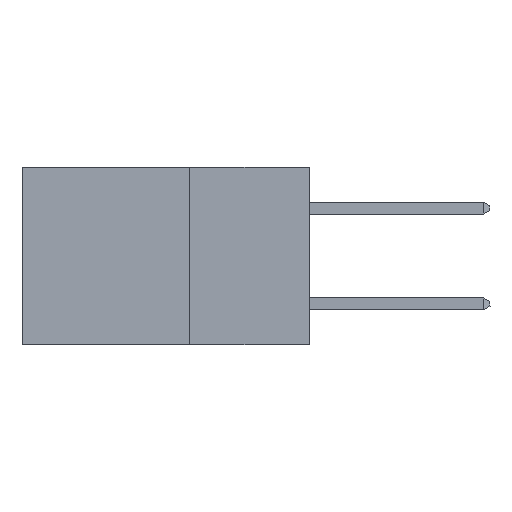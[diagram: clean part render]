
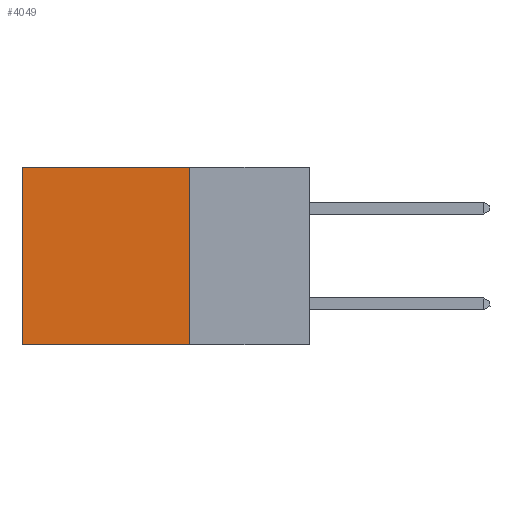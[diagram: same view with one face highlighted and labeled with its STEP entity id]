
A CAD part, left-side view. The second image highlights one B-rep face of the part: STEP entity #4049.
In plain terms, the highlighted planar face has unit normal (-1, 0, 0).
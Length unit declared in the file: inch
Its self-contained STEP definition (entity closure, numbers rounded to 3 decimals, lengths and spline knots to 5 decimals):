
#1010 = DIRECTION ( 'NONE',  ( 0., 0., -1. ) ) ;
#2220 = LINE ( 'NONE', #9167, #12880 ) ;
#2718 = EDGE_CURVE ( 'NONE', #19483, #14777, #17793, .T. ) ;
#2906 = PLANE ( 'NONE',  #18030 ) ;
#3399 = EDGE_CURVE ( 'NONE', #19483, #18632, #17166, .T. ) ;
#4049 = ADVANCED_FACE ( 'NONE', ( #7052 ), #2906, .F. ) ;
#7052 = FACE_OUTER_BOUND ( 'NONE', #10915, .T. ) ;
#7092 = VECTOR ( 'NONE', #19703, 39.37008 ) ;
#8559 = DIRECTION ( 'NONE',  ( 1., 0., 0. ) ) ;
#9167 = CARTESIAN_POINT ( 'NONE',  ( 0.2875, 0.25, -0.37 ) ) ;
#9342 = ORIENTED_EDGE ( 'NONE', *, *, #3399, .T. ) ;
#10080 = LINE ( 'NONE', #13991, #7092 ) ;
#10915 = EDGE_LOOP ( 'NONE', ( #15090, #17802, #20284, #9342 ) ) ;
#11154 = DIRECTION ( 'NONE',  ( 0., 1., 0. ) ) ;
#12042 = CARTESIAN_POINT ( 'NONE',  ( 0.2875, 0.6, 0. ) ) ;
#12355 = CARTESIAN_POINT ( 'NONE',  ( 0.2875, 0.25, 0. ) ) ;
#12880 = VECTOR ( 'NONE', #11154, 39.37008 ) ;
#12899 = CARTESIAN_POINT ( 'NONE',  ( 0.2875, 0.25, 0. ) ) ;
#13991 = CARTESIAN_POINT ( 'NONE',  ( 0.2875, 0.6, 0. ) ) ;
#14701 = VERTEX_POINT ( 'NONE', #19952 ) ;
#14777 = VERTEX_POINT ( 'NONE', #20560 ) ;
#15090 = ORIENTED_EDGE ( 'NONE', *, *, #20675, .T. ) ;
#16040 = DIRECTION ( 'NONE',  ( 0., 0., -1. ) ) ;
#16688 = CARTESIAN_POINT ( 'NONE',  ( 0.2875, 0.25, 0. ) ) ;
#17166 = LINE ( 'NONE', #12899, #23675 ) ;
#17793 = LINE ( 'NONE', #12355, #21647 ) ;
#17802 = ORIENTED_EDGE ( 'NONE', *, *, #23738, .F. ) ;
#18030 = AXIS2_PLACEMENT_3D ( 'NONE', #23546, #8559, #16040 ) ;
#18632 = VERTEX_POINT ( 'NONE', #12042 ) ;
#18684 = DIRECTION ( 'NONE',  ( 0., 1., 0. ) ) ;
#19483 = VERTEX_POINT ( 'NONE', #16688 ) ;
#19703 = DIRECTION ( 'NONE',  ( 0., 0., -1. ) ) ;
#19952 = CARTESIAN_POINT ( 'NONE',  ( 0.2875, 0.6, -0.37 ) ) ;
#20284 = ORIENTED_EDGE ( 'NONE', *, *, #2718, .F. ) ;
#20560 = CARTESIAN_POINT ( 'NONE',  ( 0.2875, 0.25, -0.37 ) ) ;
#20675 = EDGE_CURVE ( 'NONE', #18632, #14701, #10080, .T. ) ;
#21647 = VECTOR ( 'NONE', #1010, 39.37008 ) ;
#23546 = CARTESIAN_POINT ( 'NONE',  ( 0.2875, 0.25, 0. ) ) ;
#23675 = VECTOR ( 'NONE', #18684, 39.37008 ) ;
#23738 = EDGE_CURVE ( 'NONE', #14777, #14701, #2220, .T. ) ;
